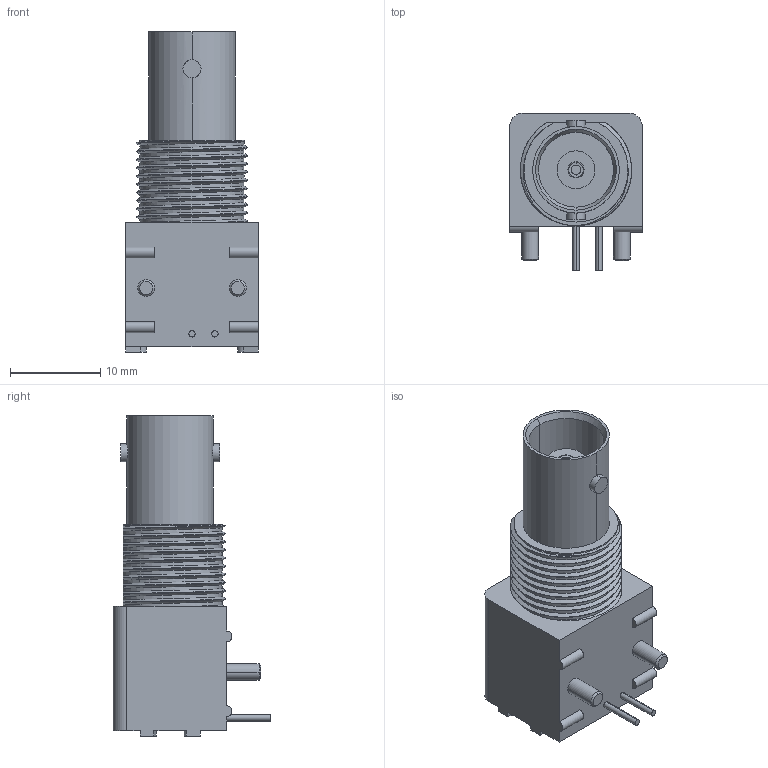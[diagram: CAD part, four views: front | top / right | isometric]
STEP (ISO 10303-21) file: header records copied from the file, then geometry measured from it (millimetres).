
FILE_DESCRIPTION(('STEP AP214'),'1');
FILE_NAME(' ',' ',('TraceParts'),('TraceParts S.A.'),'XStep 1.0',' ',' ');
FILE_SCHEMA(('automotive_design'));
Length unit declared in the file: millimetre
Products named in the file (1): C-1-1337542-0
Bounding box: 14.7 x 17.46 x 35.5 mm (x, y, z)
Volume: 3772.6 mm3; surface area: 2540.1 mm2
Topology: 1 solids, 1 shells, 180 faces, 460 edges, 294 vertices
Faces by surface type: cylinder 74, plane 40, bspline 40, cone 18, torus 8
Entity records: 15575 total; most frequent: CARTESIAN_POINT 11437, ORIENTED_EDGE 920, DIRECTION 757, EDGE_CURVE 460, VERTEX_POINT 294, AXIS2_PLACEMENT_3D 281, EDGE_LOOP 196, LINE 195
